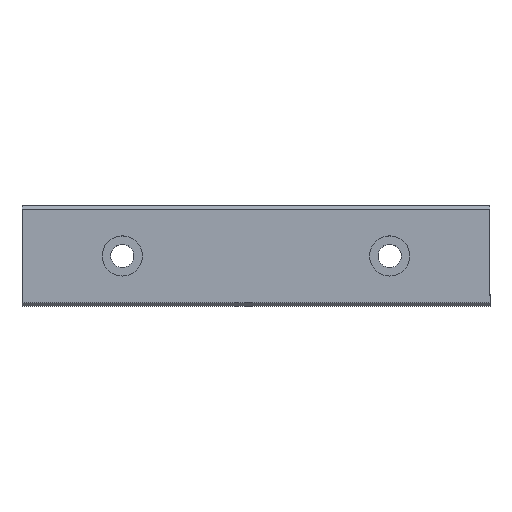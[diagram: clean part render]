
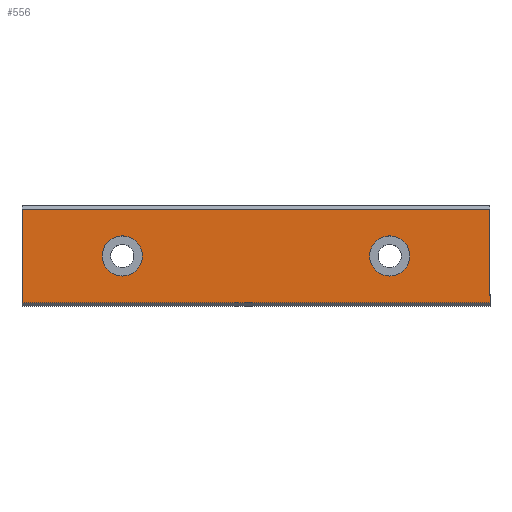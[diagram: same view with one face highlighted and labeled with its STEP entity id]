
A CAD part, top view. The second image highlights one B-rep face of the part: STEP entity #556.
In plain terms, the highlighted planar face has unit normal (0, 0, 1).
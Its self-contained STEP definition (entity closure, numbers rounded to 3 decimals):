
#16 = ORIENTED_EDGE ( 'NONE', *, *, #396, .T. ) ;
#26 = LINE ( 'NONE', #895, #609 ) ;
#38 = DIRECTION ( 'NONE',  ( 1., 0., 0. ) ) ;
#51 = DIRECTION ( 'NONE',  ( 0., 0., -1. ) ) ;
#69 = DIRECTION ( 'NONE',  ( 0., 0., 1. ) ) ;
#86 = CIRCLE ( 'NONE', #299, 3. ) ;
#158 = ORIENTED_EDGE ( 'NONE', *, *, #754, .F. ) ;
#162 = EDGE_LOOP ( 'NONE', ( #1314, #1000, #158, #1135 ) ) ;
#164 = VERTEX_POINT ( 'NONE', #1232 ) ;
#165 = AXIS2_PLACEMENT_3D ( 'NONE', #675, #51, #1041 ) ;
#206 = FACE_OUTER_BOUND ( 'NONE', #162, .T. ) ;
#210 = VERTEX_POINT ( 'NONE', #258 ) ;
#225 = LINE ( 'NONE', #1103, #1294 ) ;
#227 = LINE ( 'NONE', #1105, #346 ) ;
#234 = DIRECTION ( 'NONE',  ( 1., 0., 0. ) ) ;
#258 = CARTESIAN_POINT ( 'NONE',  ( 3., 0., 10. ) ) ;
#277 = CARTESIAN_POINT ( 'NONE',  ( 40., 0., 10. ) ) ;
#286 = CARTESIAN_POINT ( 'NONE',  ( 40., 0., 10. ) ) ;
#293 = DIRECTION ( 'NONE',  ( 0., 0., -1. ) ) ;
#298 = EDGE_CURVE ( 'NONE', #984, #461, #1404, .T. ) ;
#299 = AXIS2_PLACEMENT_3D ( 'NONE', #286, #780, #38 ) ;
#309 = EDGE_CURVE ( 'NONE', #461, #984, #86, .T. ) ;
#346 = VECTOR ( 'NONE', #234, 1000. ) ;
#377 = EDGE_CURVE ( 'NONE', #926, #654, #543, .T. ) ;
#386 = EDGE_CURVE ( 'NONE', #164, #210, #1557, .T. ) ;
#396 = EDGE_CURVE ( 'NONE', #210, #164, #1170, .T. ) ;
#400 = DIRECTION ( 'NONE',  ( 1., 0., 0. ) ) ;
#419 = DIRECTION ( 'NONE',  ( 0., -1., 0. ) ) ;
#438 = ORIENTED_EDGE ( 'NONE', *, *, #298, .T. ) ;
#461 = VERTEX_POINT ( 'NONE', #544 ) ;
#468 = CARTESIAN_POINT ( 'NONE',  ( 43., 0., 10. ) ) ;
#532 = VERTEX_POINT ( 'NONE', #907 ) ;
#543 = LINE ( 'NONE', #1034, #706 ) ;
#544 = CARTESIAN_POINT ( 'NONE',  ( 37., 0., 10. ) ) ;
#556 = ADVANCED_FACE ( 'NONE', ( #206, #1526, #1181 ), #914, .T. ) ;
#609 = VECTOR ( 'NONE', #400, 1000. ) ;
#630 = EDGE_LOOP ( 'NONE', ( #1085, #438 ) ) ;
#647 = ORIENTED_EDGE ( 'NONE', *, *, #386, .T. ) ;
#654 = VERTEX_POINT ( 'NONE', #1065 ) ;
#675 = CARTESIAN_POINT ( 'NONE',  ( 0., 0., 10. ) ) ;
#706 = VECTOR ( 'NONE', #419, 1000. ) ;
#754 = EDGE_CURVE ( 'NONE', #1422, #532, #225, .T. ) ;
#780 = DIRECTION ( 'NONE',  ( 0., 0., -1. ) ) ;
#796 = DIRECTION ( 'NONE',  ( 0., 0., -1. ) ) ;
#891 = DIRECTION ( 'NONE',  ( 1., 0., 0. ) ) ;
#894 = EDGE_LOOP ( 'NONE', ( #647, #16 ) ) ;
#895 = CARTESIAN_POINT ( 'NONE',  ( -15., 7., 10. ) ) ;
#907 = CARTESIAN_POINT ( 'NONE',  ( -15., 7., 10. ) ) ;
#914 = PLANE ( 'NONE',  #1092 ) ;
#926 = VERTEX_POINT ( 'NONE', #1010 ) ;
#940 = AXIS2_PLACEMENT_3D ( 'NONE', #277, #293, #891 ) ;
#984 = VERTEX_POINT ( 'NONE', #468 ) ;
#1000 = ORIENTED_EDGE ( 'NONE', *, *, #1323, .F. ) ;
#1010 = CARTESIAN_POINT ( 'NONE',  ( 55., 7., 10. ) ) ;
#1011 = CARTESIAN_POINT ( 'NONE',  ( 0., 0., 10. ) ) ;
#1034 = CARTESIAN_POINT ( 'NONE',  ( 55., -7., 10. ) ) ;
#1041 = DIRECTION ( 'NONE',  ( 1., 0., 0. ) ) ;
#1065 = CARTESIAN_POINT ( 'NONE',  ( 55., -7., 10. ) ) ;
#1085 = ORIENTED_EDGE ( 'NONE', *, *, #309, .T. ) ;
#1092 = AXIS2_PLACEMENT_3D ( 'NONE', #1403, #69, #1282 ) ;
#1103 = CARTESIAN_POINT ( 'NONE',  ( -15., -7., 10. ) ) ;
#1105 = CARTESIAN_POINT ( 'NONE',  ( -15., -7., 10. ) ) ;
#1135 = ORIENTED_EDGE ( 'NONE', *, *, #1588, .T. ) ;
#1170 = CIRCLE ( 'NONE', #165, 3. ) ;
#1181 = FACE_BOUND ( 'NONE', #630, .T. ) ;
#1232 = CARTESIAN_POINT ( 'NONE',  ( -3., 0., 10. ) ) ;
#1276 = DIRECTION ( 'NONE',  ( 1., 0., 0. ) ) ;
#1282 = DIRECTION ( 'NONE',  ( 0., -1., 0. ) ) ;
#1288 = CARTESIAN_POINT ( 'NONE',  ( -15., -7., 10. ) ) ;
#1294 = VECTOR ( 'NONE', #1454, 1000. ) ;
#1314 = ORIENTED_EDGE ( 'NONE', *, *, #377, .F. ) ;
#1323 = EDGE_CURVE ( 'NONE', #532, #926, #26, .T. ) ;
#1342 = AXIS2_PLACEMENT_3D ( 'NONE', #1011, #796, #1276 ) ;
#1403 = CARTESIAN_POINT ( 'NONE',  ( -15., -7., 10. ) ) ;
#1404 = CIRCLE ( 'NONE', #940, 3. ) ;
#1422 = VERTEX_POINT ( 'NONE', #1288 ) ;
#1454 = DIRECTION ( 'NONE',  ( 0., 1., 0. ) ) ;
#1526 = FACE_BOUND ( 'NONE', #894, .T. ) ;
#1557 = CIRCLE ( 'NONE', #1342, 3. ) ;
#1588 = EDGE_CURVE ( 'NONE', #1422, #654, #227, .T. ) ;
